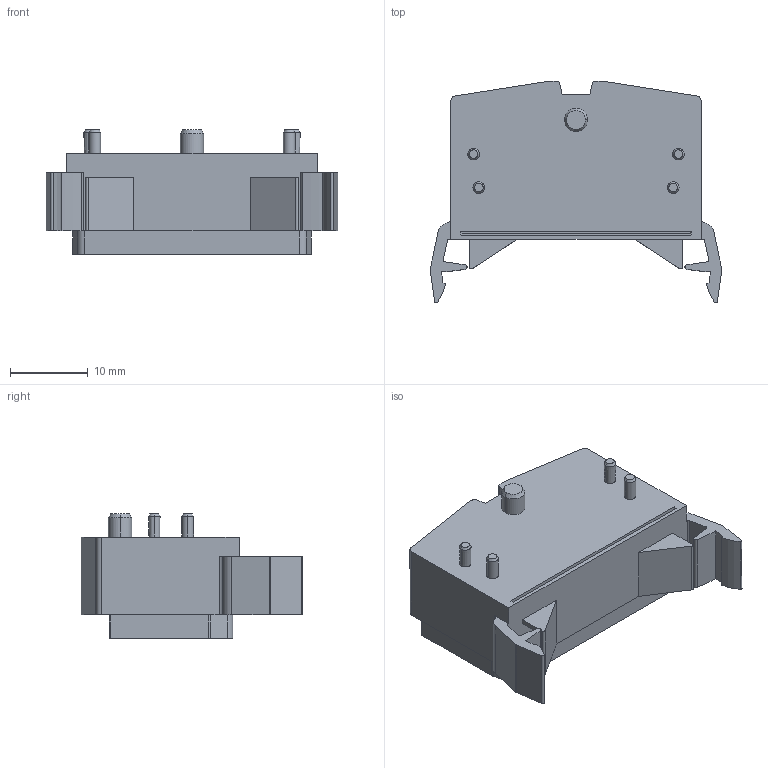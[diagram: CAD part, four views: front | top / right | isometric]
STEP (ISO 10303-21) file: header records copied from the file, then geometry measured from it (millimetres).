
FILE_DESCRIPTION((''),'2;1');
FILE_NAME('UJ5-2_5W','2020-03-26T',('Administrator'),(''),'PRO/ENGINEER BY PARAMETRIC TECHNOLOGY CORPORATION, 2008380','PRO/ENGINEER BY PARAMETRIC TECHNOLOGY CORPORATION, 2008380','');
FILE_SCHEMA(('CONFIG_CONTROL_DESIGN'));
Length unit declared in the file: millimetre
Products named in the file (1): UJ5-2_5W
Bounding box: 37.48 x 28.5 x 16 mm (x, y, z)
Volume: 6681.3 mm3; surface area: 3644.6 mm2
Topology: 1 solids, 2 shells, 128 faces, 359 edges, 242 vertices
Faces by surface type: plane 64, cylinder 48, cone 14, torus 2
Entity records: 4223 total; most frequent: DIRECTION 755, CARTESIAN_POINT 729, ORIENTED_EDGE 718, EDGE_CURVE 359, AXIS2_PLACEMENT_3D 268, VERTEX_POINT 242, VECTOR 219, LINE 219
